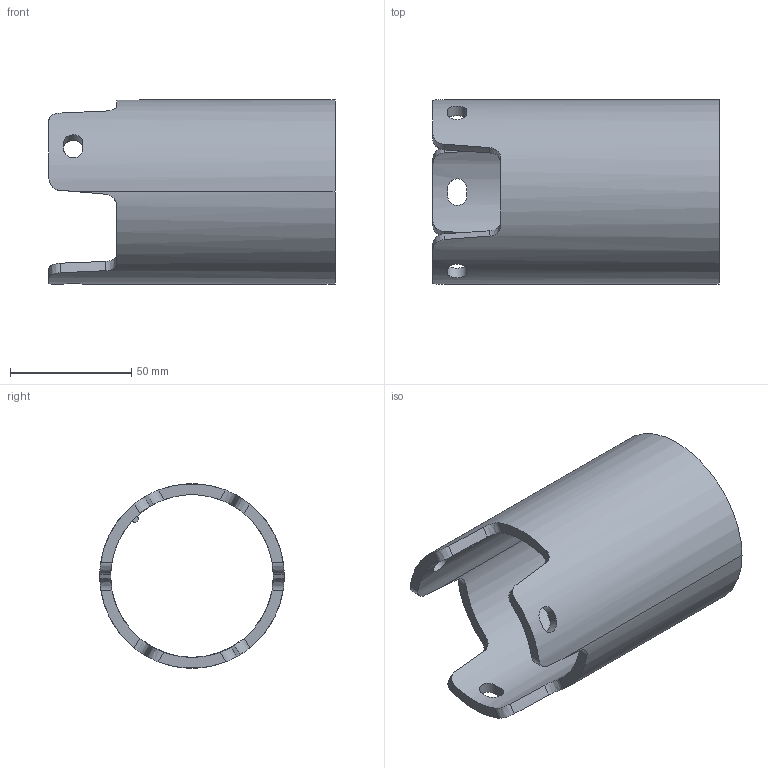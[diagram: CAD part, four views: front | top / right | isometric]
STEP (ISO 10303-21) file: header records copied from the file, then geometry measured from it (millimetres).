
FILE_DESCRIPTION (( 'STEP AP203' ), '1' );
FILE_NAME ('RDW-20-11A_REV_A.step', '2025-10-11T04:21:23', ( '' ), ( '' ), 'SwSTEP 2.0', 'SolidWorks 2024', '' );
FILE_SCHEMA (( 'CONFIG_CONTROL_DESIGN' ));
Length unit declared in the file: millimetre
Products named in the file (1): RDW-20-11A_REV_A
Bounding box: 118 x 76.1 x 76.1 mm (x, y, z)
Volume: 104688.8 mm3; surface area: 49613.2 mm2
Topology: 1 solids, 1 shells, 50 faces, 147 edges, 98 vertices
Faces by surface type: bspline 18, plane 17, cylinder 15
Entity records: 2840 total; most frequent: CARTESIAN_POINT 1574, ORIENTED_EDGE 294, DIRECTION 185, EDGE_CURVE 147, VERTEX_POINT 98, AXIS2_PLACEMENT_3D 73, B_SPLINE_CURVE_WITH_KNOTS 68, EDGE_LOOP 57
